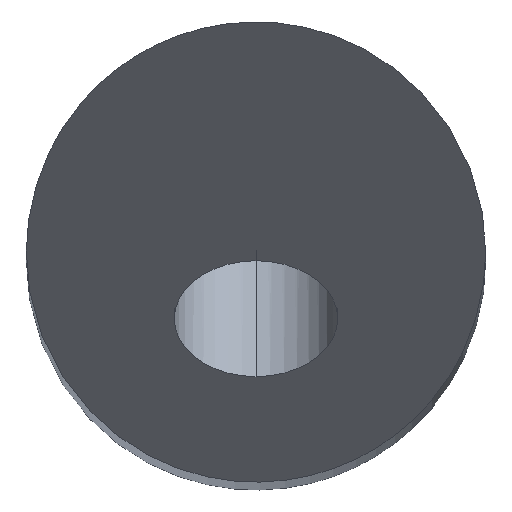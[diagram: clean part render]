
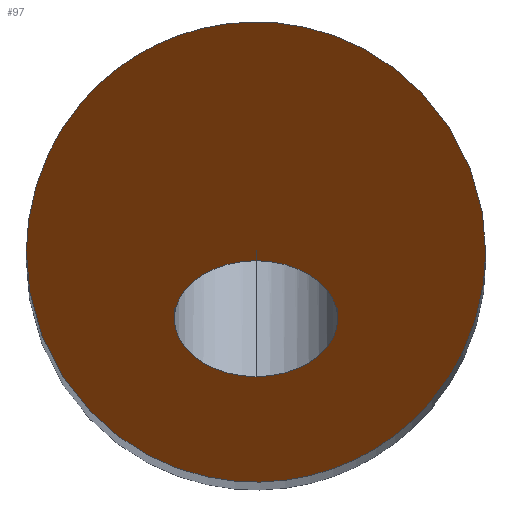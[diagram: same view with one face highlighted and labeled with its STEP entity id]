
A CAD part, top view. The second image highlights one B-rep face of the part: STEP entity #97.
In plain terms, the highlighted planar face has unit normal (0, -0.707, 0.707).
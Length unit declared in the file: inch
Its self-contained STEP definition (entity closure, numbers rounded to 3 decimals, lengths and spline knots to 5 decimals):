
#12 = VERTEX_POINT ( 'NONE', #432 ) ;
#14 =( BOUNDED_CURVE ( )  B_SPLINE_CURVE ( 3, ( #196, #366, #93, #262 ),
 .UNSPECIFIED., .F., .T. ) 
 B_SPLINE_CURVE_WITH_KNOTS ( ( 4, 4 ),
 ( 1.5708, 4.71239 ),
 .UNSPECIFIED. ) 
 CURVE ( )  GEOMETRIC_REPRESENTATION_ITEM ( )  RATIONAL_B_SPLINE_CURVE ( ( 1., 0.333, 0.333, 1. ) ) 
 REPRESENTATION_ITEM ( '' )  );
#37 = CARTESIAN_POINT ( 'NONE',  ( 0., -0.00472, 2.71528 ) ) ;
#42 = DIRECTION ( 'NONE',  ( 0., -0.707, 0.707 ) ) ;
#69 = ORIENTED_EDGE ( 'NONE', *, *, #264, .F. ) ;
#74 = EDGE_CURVE ( 'NONE', #130, #12, #14, .T. ) ;
#91 = DIRECTION ( 'NONE',  ( 1., 0., 0. ) ) ;
#93 = CARTESIAN_POINT ( 'NONE',  ( -0.125, 0.25, 2.97 ) ) ;
#97 = ADVANCED_FACE ( 'NONE', ( #378, #142 ), #165, .T. ) ;
#115 = AXIS2_PLACEMENT_3D ( 'NONE', #209, #338, #172 ) ;
#130 = VERTEX_POINT ( 'NONE', #263 ) ;
#132 = AXIS2_PLACEMENT_3D ( 'NONE', #236, #229, #91 ) ;
#142 = FACE_OUTER_BOUND ( 'NONE', #191, .T. ) ;
#159 = EDGE_LOOP ( 'NONE', ( #261, #69 ) ) ;
#161 = EDGE_CURVE ( 'NONE', #12, #130, #362, .T. ) ;
#165 = PLANE ( 'NONE',  #132 ) ;
#172 = DIRECTION ( 'NONE',  ( 0., -0.707, -0.707 ) ) ;
#182 = EDGE_CURVE ( 'NONE', #227, #241, #226, .T. ) ;
#191 = EDGE_LOOP ( 'NONE', ( #319, #273 ) ) ;
#196 = CARTESIAN_POINT ( 'NONE',  ( 0.125, 0., 2.72 ) ) ;
#208 = CARTESIAN_POINT ( 'NONE',  ( 0., -0.06766, 2.65234 ) ) ;
#209 = CARTESIAN_POINT ( 'NONE',  ( 0., -0.03619, 2.68381 ) ) ;
#219 = AXIS2_PLACEMENT_3D ( 'NONE', #346, #42, #243 ) ;
#226 = CIRCLE ( 'NONE', #115, 0.0445 ) ;
#227 = VERTEX_POINT ( 'NONE', #208 ) ;
#229 = DIRECTION ( 'NONE',  ( 0., -0.707, 0.707 ) ) ;
#236 = CARTESIAN_POINT ( 'NONE',  ( 0., -0.3841, 2.3359 ) ) ;
#240 = CARTESIAN_POINT ( 'NONE',  ( 0.125, -0.25, 2.47 ) ) ;
#241 = VERTEX_POINT ( 'NONE', #37 ) ;
#243 = DIRECTION ( 'NONE',  ( 0., -0.707, -0.707 ) ) ;
#261 = ORIENTED_EDGE ( 'NONE', *, *, #182, .F. ) ;
#262 = CARTESIAN_POINT ( 'NONE',  ( -0.125, 0., 2.72 ) ) ;
#263 = CARTESIAN_POINT ( 'NONE',  ( 0.125, 0., 2.72 ) ) ;
#264 = EDGE_CURVE ( 'NONE', #241, #227, #364, .T. ) ;
#266 = CARTESIAN_POINT ( 'NONE',  ( 0.125, 0., 2.72 ) ) ;
#273 = ORIENTED_EDGE ( 'NONE', *, *, #74, .T. ) ;
#319 = ORIENTED_EDGE ( 'NONE', *, *, #161, .T. ) ;
#333 = CARTESIAN_POINT ( 'NONE',  ( -0.125, 0., 2.72 ) ) ;
#338 = DIRECTION ( 'NONE',  ( 0., -0.707, 0.707 ) ) ;
#346 = CARTESIAN_POINT ( 'NONE',  ( 0., -0.03619, 2.68381 ) ) ;
#362 =( BOUNDED_CURVE ( )  B_SPLINE_CURVE ( 3, ( #333, #376, #240, #266 ),
 .UNSPECIFIED., .F., .F. ) 
 B_SPLINE_CURVE_WITH_KNOTS ( ( 4, 4 ),
 ( 4.71239, 7.85398 ),
 .UNSPECIFIED. ) 
 CURVE ( )  GEOMETRIC_REPRESENTATION_ITEM ( )  RATIONAL_B_SPLINE_CURVE ( ( 1., 0.333, 0.333, 1. ) ) 
 REPRESENTATION_ITEM ( '' )  );
#364 = CIRCLE ( 'NONE', #219, 0.0445 ) ;
#366 = CARTESIAN_POINT ( 'NONE',  ( 0.125, 0.25, 2.97 ) ) ;
#376 = CARTESIAN_POINT ( 'NONE',  ( -0.125, -0.25, 2.47 ) ) ;
#378 = FACE_BOUND ( 'NONE', #159, .T. ) ;
#432 = CARTESIAN_POINT ( 'NONE',  ( -0.125, 0., 2.72 ) ) ;
